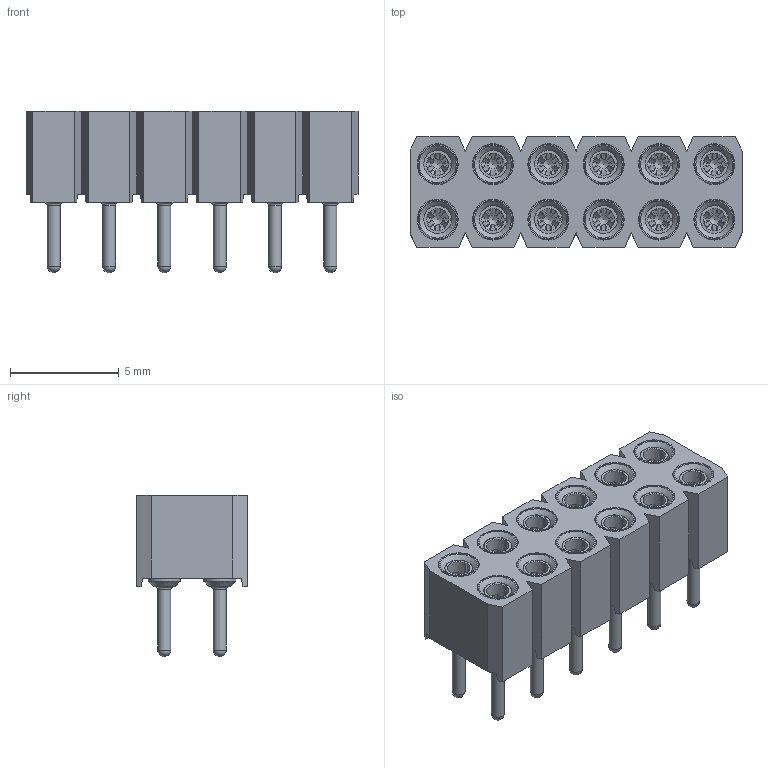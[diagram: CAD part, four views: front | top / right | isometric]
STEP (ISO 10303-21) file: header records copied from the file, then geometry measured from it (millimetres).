
FILE_DESCRIPTION( ('This file contains a STEP AP42 implementation' ,'as created by ZW3D STEP Interface translator.') ,'2;1' );
FILE_NAME( '3521-422XXSXX074X1.stp' ,'231016.164438', (''), ('ZWCAD Software Co.'), 'Version 1.0', 'ZW3D to STEP translator', '' );
FILE_SCHEMA(('AUTOMOTIVE_DESIGN { 1 0 10303 214 1 1 1 1 }'));
Length unit declared in the file: millimetre
Products named in the file (2): 0; 3521-42203SS0074T1
Bounding box: 15.24 x 5.08 x 7.4 mm (x, y, z)
Volume: 240.6 mm3; surface area: 1144.1 mm2
Topology: 1 solids, 1 shells, 1084 faces, 3020 edges, 1998 vertices
Faces by surface type: plane 604, bspline 204, cylinder 144, cone 120, sphere 12
Full cylindrical faces by diameter (mm): 0.6 x12, 1.26 x12, 1.48 x24, 1.56 x24, 1.8 x12, 1.88 x12
Entity records: 48336 total; most frequent: CARTESIAN_POINT 22507, ORIENTED_EDGE 5992, DIRECTION 3992, EDGE_CURVE 2996, VERTEX_POINT 1998, AXIS2_PLACEMENT_3D 1411, VECTOR 1170, LINE 1170
